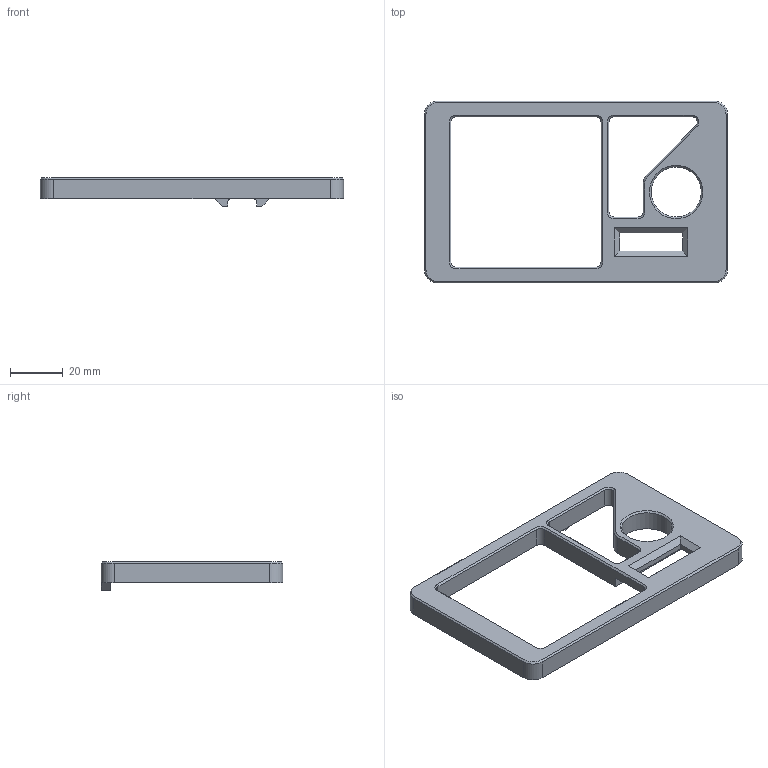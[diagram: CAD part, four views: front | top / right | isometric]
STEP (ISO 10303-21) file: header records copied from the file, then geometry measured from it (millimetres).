
FILE_DESCRIPTION(/* description */ (''),/* implementation_level */ '2;1');
FILE_NAME(/* name */ 'Top Cover.step',/* time_stamp */ '2025-06-25T22:16:08-04:00',/* author */ (''),/* organization */ (''),/* preprocessor_version */ 'ST-DEVELOPER v20.1',/* originating_system */ 'Autodesk Translation Framework v14.10.0.0',/* authorisation */ '');
FILE_SCHEMA (('AUTOMOTIVE_DESIGN { 1 0 10303 214 3 1 1 }'));
Length unit declared in the file: millimetre
Products named in the file (1): Top Cover
Bounding box: 115.25 x 69.15 x 11 mm (x, y, z)
Volume: 25466.8 mm3; surface area: 13693.6 mm2
Topology: 1 solids, 1 shells, 89 faces, 217 edges, 134 vertices
Faces by surface type: plane 53, cylinder 22, cone 14
Full cylindrical faces by diameter (mm): 4.7 x4, 19.05 x1
Entity records: 2629 total; most frequent: DIRECTION 455, CARTESIAN_POINT 441, ORIENTED_EDGE 434, EDGE_CURVE 217, LINE 159, VECTOR 159, AXIS2_PLACEMENT_3D 148, VERTEX_POINT 134
